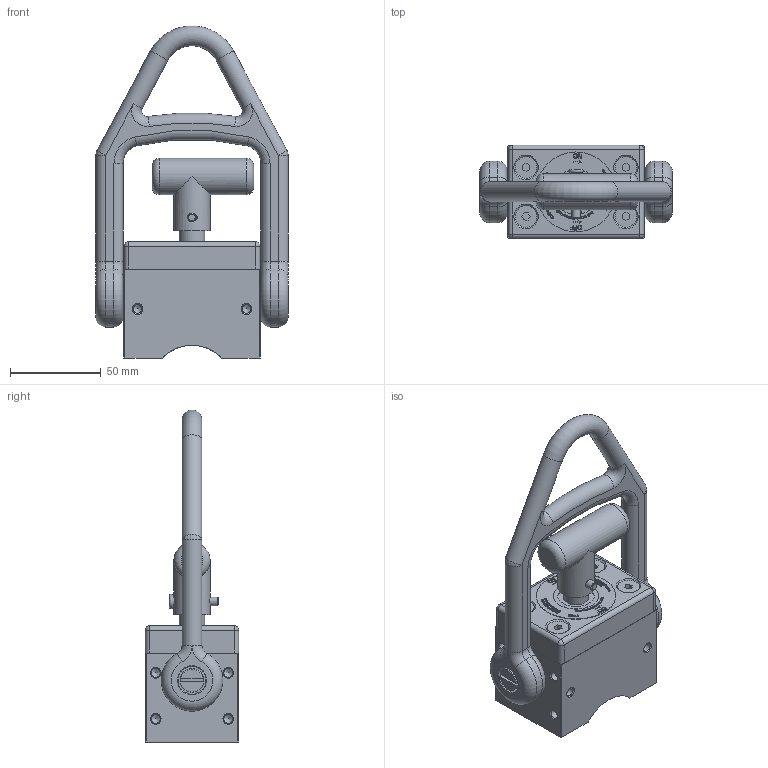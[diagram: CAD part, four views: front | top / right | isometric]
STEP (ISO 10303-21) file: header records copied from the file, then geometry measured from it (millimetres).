
FILE_DESCRIPTION(/* description */ (''),/* implementation_level */ '2;1');
FILE_NAME(/* name */ 'MS-8100089.stp',/* time_stamp */ '2013-11-28T09:52:39+01:00',/* author */ ('bs'),/* organization */ (''),/* preprocessor_version */ 'ST-DEVELOPER v15.2',/* originating_system */ 'Autodesk Inventor 2014',/* authorisation */ '');
FILE_SCHEMA (('AUTOMOTIVE_DESIGN { 1 0 10303 214 3 1 1 }'));
Products named in the file (12): P140006; P140007; P140008; P140009; P140010; P140011; SCREW, HEX S CS  M6x20 - A2; MS-8100106; P140012; P140013; MS-8800048; MS-8100089
Bounding box: 106 x 51.5 x 182.93 mm (x, y, z)
Volume: 319792.6 mm3; surface area: 73855 mm2
Topology: 13 solids, 13 shells, 2025 faces, 5410 edges, 3564 vertices
Faces by surface type: plane 958, bspline 870, cylinder 92, cone 69, torus 29, sphere 7
Full cylindrical faces by diameter (mm): 4.7 x5, 4.917 x21, 5 x2, 6 x6, 6.5 x4, 7.5 x2, 8 x2, 8.2 x2, 11 x2, 12 x4, 13 x2, 14 x1, 14.1 x1, 15.4 x2, 20 x4, 25 x1, 44 x1, 49 x1
Entity records: 67986 total; most frequent: CARTESIAN_POINT 24893, ORIENTED_EDGE 10250, DIRECTION 5859, EDGE_CURVE 5125, VERTEX_POINT 3449, LINE 3121, VECTOR 3121, EDGE_LOOP 2262
